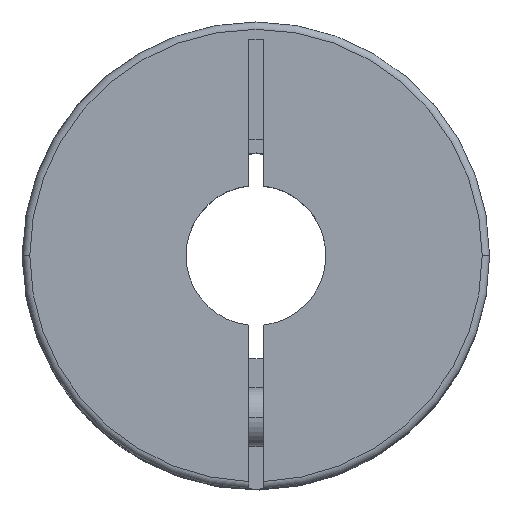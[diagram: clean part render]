
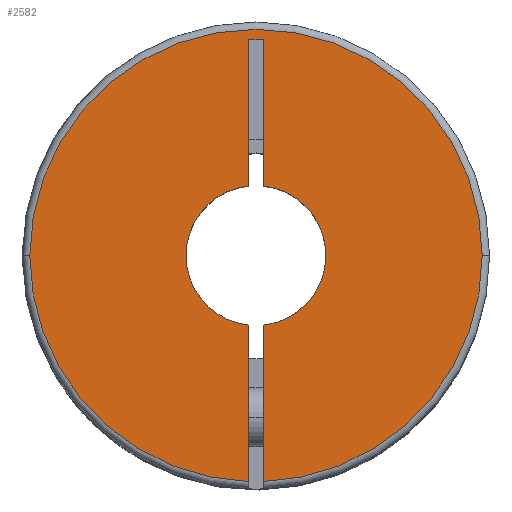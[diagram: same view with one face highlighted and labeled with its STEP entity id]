
A CAD part, top view. The second image highlights one B-rep face of the part: STEP entity #2582.
In plain terms, the highlighted planar face has unit normal (0, 0, 1).
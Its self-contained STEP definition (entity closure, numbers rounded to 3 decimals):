
#133 = ORIENTED_EDGE ( 'NONE', *, *, #2893, .T. ) ;
#196 = DIRECTION ( 'NONE',  ( 0., 0., -1. ) ) ;
#222 = DIRECTION ( 'NONE',  ( 0., 0., -1. ) ) ;
#258 = CARTESIAN_POINT ( 'NONE',  ( 0., 0., 0. ) ) ;
#264 = DIRECTION ( 'NONE',  ( 0., 0., -1. ) ) ;
#345 = CARTESIAN_POINT ( 'NONE',  ( 0.5, 14.7, 0. ) ) ;
#503 = LINE ( 'NONE', #4291, #4183 ) ;
#523 = EDGE_CURVE ( 'NONE', #1163, #1634, #1646, .T. ) ;
#574 = DIRECTION ( 'NONE',  ( 0., 1., 0. ) ) ;
#585 = LINE ( 'NONE', #3716, #968 ) ;
#742 = AXIS2_PLACEMENT_3D ( 'NONE', #4164, #2410, #3459 ) ;
#745 = ORIENTED_EDGE ( 'NONE', *, *, #4010, .F. ) ;
#770 = CARTESIAN_POINT ( 'NONE',  ( -0.5, -15.392, 0. ) ) ;
#812 = ORIENTED_EDGE ( 'NONE', *, *, #3964, .F. ) ;
#915 = DIRECTION ( 'NONE',  ( 0., 1., 0. ) ) ;
#921 = CARTESIAN_POINT ( 'NONE',  ( 0., 0., 0. ) ) ;
#937 = DIRECTION ( 'NONE',  ( -1., 0., 0. ) ) ;
#945 = DIRECTION ( 'NONE',  ( 0., 0., -1. ) ) ;
#968 = VECTOR ( 'NONE', #3358, 1000. ) ;
#997 = CARTESIAN_POINT ( 'NONE',  ( 0., 0., 0. ) ) ;
#1039 = EDGE_CURVE ( 'NONE', #2895, #3335, #503, .T. ) ;
#1054 = CARTESIAN_POINT ( 'NONE',  ( -0.5, -4.736, 0. ) ) ;
#1163 = VERTEX_POINT ( 'NONE', #770 ) ;
#1207 = CARTESIAN_POINT ( 'NONE',  ( 0., 0., 0. ) ) ;
#1210 = AXIS2_PLACEMENT_3D ( 'NONE', #1884, #196, #937 ) ;
#1217 = VERTEX_POINT ( 'NONE', #1054 ) ;
#1255 = DIRECTION ( 'NONE',  ( -1., 0., 0. ) ) ;
#1270 = DIRECTION ( 'NONE',  ( -1., 0., 0. ) ) ;
#1317 = ORIENTED_EDGE ( 'NONE', *, *, #1608, .F. ) ;
#1347 = CIRCLE ( 'NONE', #2420, 15.4 ) ;
#1352 = VERTEX_POINT ( 'NONE', #3186 ) ;
#1378 = FACE_OUTER_BOUND ( 'NONE', #1744, .T. ) ;
#1387 = ORIENTED_EDGE ( 'NONE', *, *, #3869, .T. ) ;
#1456 = EDGE_CURVE ( 'NONE', #1217, #1163, #585, .T. ) ;
#1608 = EDGE_CURVE ( 'NONE', #3335, #1352, #1776, .T. ) ;
#1634 = VERTEX_POINT ( 'NONE', #3428 ) ;
#1646 = CIRCLE ( 'NONE', #3919, 15.4 ) ;
#1696 = DIRECTION ( 'NONE',  ( 0., 0., -1. ) ) ;
#1744 = EDGE_LOOP ( 'NONE', ( #2145, #1902, #2001, #133, #2466, #1317, #4283, #1387, #3888, #745, #812 ) ) ;
#1776 = LINE ( 'NONE', #345, #3806 ) ;
#1884 = CARTESIAN_POINT ( 'NONE',  ( 0., 0., 0. ) ) ;
#1902 = ORIENTED_EDGE ( 'NONE', *, *, #1456, .F. ) ;
#1955 = DIRECTION ( 'NONE',  ( -1., 0., 0. ) ) ;
#1998 = CARTESIAN_POINT ( 'NONE',  ( 0.5, 4.736, 0. ) ) ;
#2001 = ORIENTED_EDGE ( 'NONE', *, *, #4116, .T. ) ;
#2073 = PLANE ( 'NONE',  #742 ) ;
#2145 = ORIENTED_EDGE ( 'NONE', *, *, #523, .F. ) ;
#2147 = VECTOR ( 'NONE', #3665, 1000. ) ;
#2165 = EDGE_CURVE ( 'NONE', #1352, #3029, #4024, .T. ) ;
#2210 = CIRCLE ( 'NONE', #3563, 4.763 ) ;
#2325 = CARTESIAN_POINT ( 'NONE',  ( 0.5, -4.736, 0. ) ) ;
#2333 = CARTESIAN_POINT ( 'NONE',  ( -4.763, 0., 0. ) ) ;
#2346 = DIRECTION ( 'NONE',  ( -1., 0., 0. ) ) ;
#2394 = CARTESIAN_POINT ( 'NONE',  ( -0.5, 14.7, 0. ) ) ;
#2410 = DIRECTION ( 'NONE',  ( 0., 0., -1. ) ) ;
#2420 = AXIS2_PLACEMENT_3D ( 'NONE', #3298, #264, #1270 ) ;
#2466 = ORIENTED_EDGE ( 'NONE', *, *, #2165, .F. ) ;
#2558 = CIRCLE ( 'NONE', #1210, 15.4 ) ;
#2582 = ADVANCED_FACE ( 'NONE', ( #1378 ), #2073, .F. ) ;
#2760 = DIRECTION ( 'NONE',  ( -1., 0., 0. ) ) ;
#2850 = VERTEX_POINT ( 'NONE', #4206 ) ;
#2869 = VECTOR ( 'NONE', #574, 1000. ) ;
#2893 = EDGE_CURVE ( 'NONE', #3474, #3029, #2210, .T. ) ;
#2895 = VERTEX_POINT ( 'NONE', #1998 ) ;
#2907 = DIRECTION ( 'NONE',  ( -1., 0., 0. ) ) ;
#2954 = CARTESIAN_POINT ( 'NONE',  ( -0.5, 4.736, 0. ) ) ;
#3029 = VERTEX_POINT ( 'NONE', #2954 ) ;
#3064 = EDGE_CURVE ( 'NONE', #4286, #3103, #4299, .T. ) ;
#3103 = VERTEX_POINT ( 'NONE', #2325 ) ;
#3186 = CARTESIAN_POINT ( 'NONE',  ( -0.5, 14.7, 0. ) ) ;
#3202 = AXIS2_PLACEMENT_3D ( 'NONE', #997, #1696, #2346 ) ;
#3298 = CARTESIAN_POINT ( 'NONE',  ( 0., 0., 0. ) ) ;
#3335 = VERTEX_POINT ( 'NONE', #3549 ) ;
#3340 = CIRCLE ( 'NONE', #3202, 4.763 ) ;
#3358 = DIRECTION ( 'NONE',  ( 0., -1., 0. ) ) ;
#3428 = CARTESIAN_POINT ( 'NONE',  ( -15.4, 0., 0. ) ) ;
#3459 = DIRECTION ( 'NONE',  ( 0., -1., 0. ) ) ;
#3474 = VERTEX_POINT ( 'NONE', #2333 ) ;
#3490 = CIRCLE ( 'NONE', #4261, 4.763 ) ;
#3549 = CARTESIAN_POINT ( 'NONE',  ( 0.5, 14.7, 0. ) ) ;
#3563 = AXIS2_PLACEMENT_3D ( 'NONE', #258, #3653, #1955 ) ;
#3653 = DIRECTION ( 'NONE',  ( 0., 0., -1. ) ) ;
#3665 = DIRECTION ( 'NONE',  ( 0., -1., 0. ) ) ;
#3716 = CARTESIAN_POINT ( 'NONE',  ( -0.5, 14.7, 0. ) ) ;
#3806 = VECTOR ( 'NONE', #2760, 1000. ) ;
#3869 = EDGE_CURVE ( 'NONE', #2895, #3103, #3490, .T. ) ;
#3888 = ORIENTED_EDGE ( 'NONE', *, *, #3064, .F. ) ;
#3919 = AXIS2_PLACEMENT_3D ( 'NONE', #921, #222, #1255 ) ;
#3964 = EDGE_CURVE ( 'NONE', #1634, #2850, #1347, .T. ) ;
#4010 = EDGE_CURVE ( 'NONE', #2850, #4286, #2558, .T. ) ;
#4024 = LINE ( 'NONE', #2394, #2147 ) ;
#4116 = EDGE_CURVE ( 'NONE', #1217, #3474, #3340, .T. ) ;
#4164 = CARTESIAN_POINT ( 'NONE',  ( 0., 0., 0. ) ) ;
#4168 = CARTESIAN_POINT ( 'NONE',  ( 0.5, -15.392, 0. ) ) ;
#4183 = VECTOR ( 'NONE', #915, 1000. ) ;
#4206 = CARTESIAN_POINT ( 'NONE',  ( 15.4, 0., 0. ) ) ;
#4261 = AXIS2_PLACEMENT_3D ( 'NONE', #1207, #945, #2907 ) ;
#4283 = ORIENTED_EDGE ( 'NONE', *, *, #1039, .F. ) ;
#4286 = VERTEX_POINT ( 'NONE', #4168 ) ;
#4291 = CARTESIAN_POINT ( 'NONE',  ( 0.5, -15.9, 0. ) ) ;
#4299 = LINE ( 'NONE', #4344, #2869 ) ;
#4344 = CARTESIAN_POINT ( 'NONE',  ( 0.5, -15.9, 0. ) ) ;
